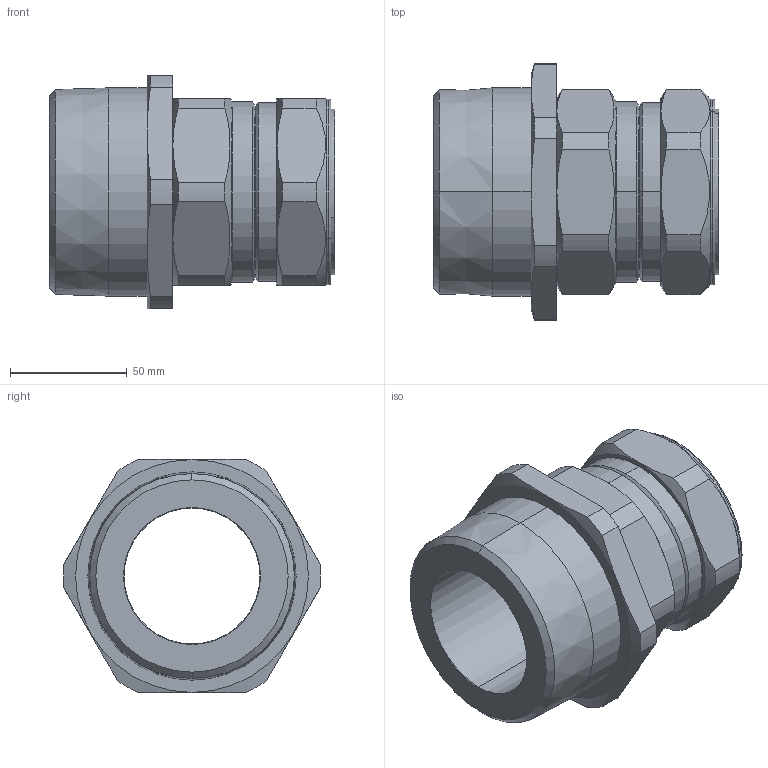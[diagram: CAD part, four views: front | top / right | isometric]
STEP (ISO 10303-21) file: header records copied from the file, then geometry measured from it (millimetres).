
FILE_DESCRIPTION (( 'STEP AP203' ), '1' );
FILE_NAME ('63PX2K%1RA038.STEP', '2021-05-11T13:51:48', ( '' ), ( '' ), 'SwSTEP 2.0', 'SolidWorks 2017', '' );
FILE_SCHEMA (( 'CONFIG_CONTROL_DESIGN' ));
Length unit declared in the file: millimetre
Products named in the file (1): 63PX2K%1RA038
Bounding box: 122 x 109.95 x 100 mm (x, y, z)
Volume: 347081.4 mm3; surface area: 70413.5 mm2
Topology: 1 solids, 1 shells, 105 faces, 246 edges, 152 vertices
Faces by surface type: cylinder 36, cone 34, plane 29, torus 6
Entity records: 3393 total; most frequent: CARTESIAN_POINT 904, DIRECTION 526, ORIENTED_EDGE 492, EDGE_CURVE 246, AXIS2_PLACEMENT_3D 222, VERTEX_POINT 152, EDGE_LOOP 116, CIRCLE 116
